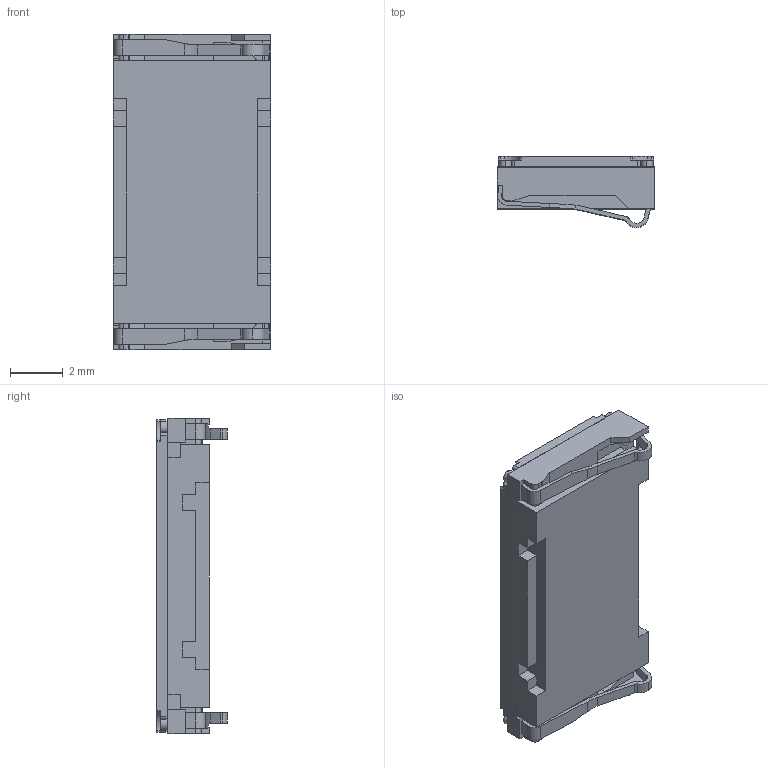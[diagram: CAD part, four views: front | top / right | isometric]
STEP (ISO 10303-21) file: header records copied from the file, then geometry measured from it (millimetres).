
FILE_DESCRIPTION (( 'STEP AP214' ), '1' );
FILE_NAME ('CUI_DEVICES_CMR-12062S-67.step', '2019-10-20T22:19:32', ( '' ), ( '' ), 'SwSTEP 2.0', 'SolidWorks 2019', '' );
FILE_SCHEMA (( 'AUTOMOTIVE_DESIGN' ));
Length unit declared in the file: inch
Products named in the file (1): CUI_DEVICES_CMR-12062S-67
Bounding box: 6 x 2.7 x 12 mm (x, y, z)
Volume: 120.3 mm3; surface area: 307.2 mm2
Topology: 5 solids, 5 shells, 261 faces, 747 edges, 496 vertices
Faces by surface type: plane 167, cylinder 89, bspline 5
Entity records: 10285 total; most frequent: CARTESIAN_POINT 1966, ORIENTED_EDGE 1494, DIRECTION 1387, EDGE_CURVE 747, VERTEX_POINT 496, LINE 493, VECTOR 493, AXIS2_PLACEMENT_3D 447
